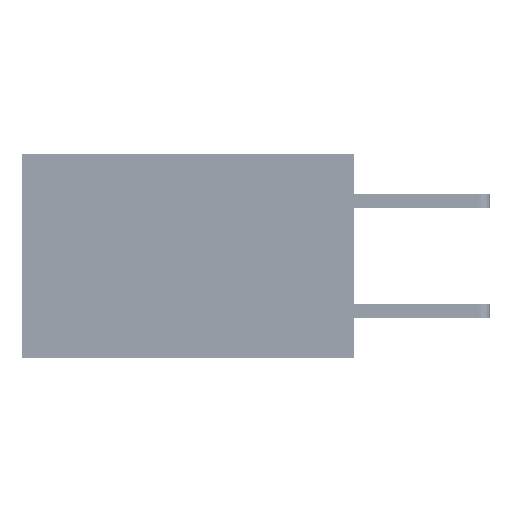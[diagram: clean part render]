
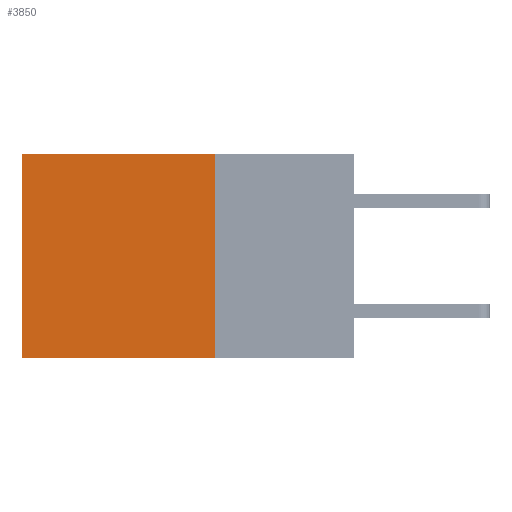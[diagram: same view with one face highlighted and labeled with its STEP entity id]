
A CAD part, left-side view. The second image highlights one B-rep face of the part: STEP entity #3850.
In plain terms, the highlighted planar face has unit normal (-1, 0, 0).
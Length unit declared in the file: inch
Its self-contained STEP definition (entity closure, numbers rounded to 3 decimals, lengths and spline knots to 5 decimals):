
#95 = LINE ( 'NONE', #44586, #19060 ) ;
#558 = DIRECTION ( 'NONE',  ( 0., 0., -1. ) ) ;
#1761 = FACE_OUTER_BOUND ( 'NONE', #44188, .T. ) ;
#2480 = ORIENTED_EDGE ( 'NONE', *, *, #29700, .T. ) ;
#3850 = ADVANCED_FACE ( 'NONE', ( #1761 ), #41086, .F. ) ;
#5551 = AXIS2_PLACEMENT_3D ( 'NONE', #19446, #45914, #558 ) ;
#5726 = CARTESIAN_POINT ( 'NONE',  ( 0.2875, 0.6, -0.37 ) ) ;
#9710 = CARTESIAN_POINT ( 'NONE',  ( 0.2875, 0.25, -0.37 ) ) ;
#10473 = ORIENTED_EDGE ( 'NONE', *, *, #25642, .T. ) ;
#10857 = VERTEX_POINT ( 'NONE', #5726 ) ;
#12196 = ORIENTED_EDGE ( 'NONE', *, *, #39349, .F. ) ;
#12361 = VERTEX_POINT ( 'NONE', #9710 ) ;
#15300 = LINE ( 'NONE', #15380, #17079 ) ;
#15380 = CARTESIAN_POINT ( 'NONE',  ( 0.2875, 0.25, 0. ) ) ;
#16548 = VECTOR ( 'NONE', #38873, 39.37008 ) ;
#17079 = VECTOR ( 'NONE', #19676, 39.37008 ) ;
#17689 = CARTESIAN_POINT ( 'NONE',  ( 0.2875, 0.25, 0. ) ) ;
#19060 = VECTOR ( 'NONE', #21902, 39.37008 ) ;
#19446 = CARTESIAN_POINT ( 'NONE',  ( 0.2875, 0.25, 0. ) ) ;
#19676 = DIRECTION ( 'NONE',  ( 0., 1., 0. ) ) ;
#20238 = CARTESIAN_POINT ( 'NONE',  ( 0.2875, 0.25, -0.37 ) ) ;
#21902 = DIRECTION ( 'NONE',  ( 0., 0., -1. ) ) ;
#22701 = LINE ( 'NONE', #17689, #39827 ) ;
#25642 = EDGE_CURVE ( 'NONE', #48268, #34165, #15300, .T. ) ;
#28472 = EDGE_CURVE ( 'NONE', #48268, #12361, #22701, .T. ) ;
#29700 = EDGE_CURVE ( 'NONE', #34165, #10857, #95, .T. ) ;
#32074 = CARTESIAN_POINT ( 'NONE',  ( 0.2875, 0.25, 0. ) ) ;
#32931 = CARTESIAN_POINT ( 'NONE',  ( 0.2875, 0.6, 0. ) ) ;
#34165 = VERTEX_POINT ( 'NONE', #32931 ) ;
#38873 = DIRECTION ( 'NONE',  ( 0., 1., 0. ) ) ;
#39349 = EDGE_CURVE ( 'NONE', #12361, #10857, #47303, .T. ) ;
#39566 = ORIENTED_EDGE ( 'NONE', *, *, #28472, .F. ) ;
#39827 = VECTOR ( 'NONE', #47485, 39.37008 ) ;
#41086 = PLANE ( 'NONE',  #5551 ) ;
#44188 = EDGE_LOOP ( 'NONE', ( #2480, #12196, #39566, #10473 ) ) ;
#44586 = CARTESIAN_POINT ( 'NONE',  ( 0.2875, 0.6, 0. ) ) ;
#45914 = DIRECTION ( 'NONE',  ( 1., 0., 0. ) ) ;
#47303 = LINE ( 'NONE', #20238, #16548 ) ;
#47485 = DIRECTION ( 'NONE',  ( 0., 0., -1. ) ) ;
#48268 = VERTEX_POINT ( 'NONE', #32074 ) ;
